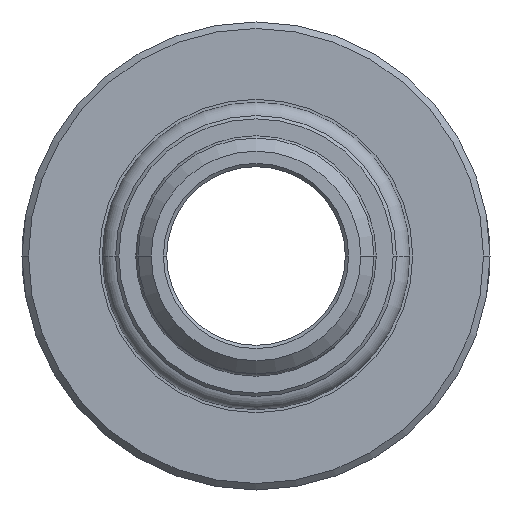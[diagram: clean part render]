
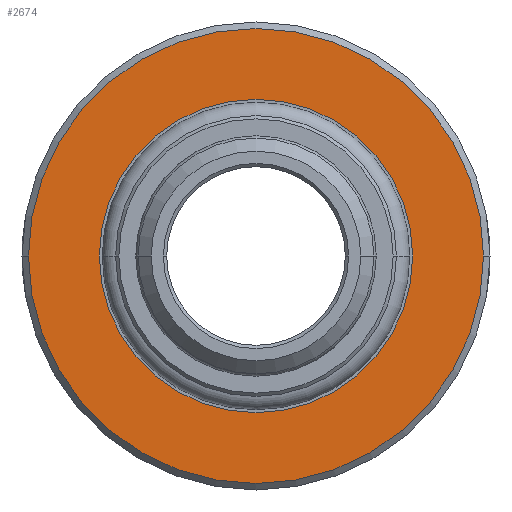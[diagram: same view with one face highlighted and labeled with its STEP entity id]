
A CAD part, left-side view. The second image highlights one B-rep face of the part: STEP entity #2674.
In plain terms, the highlighted planar face has unit normal (-1, 0, 0).
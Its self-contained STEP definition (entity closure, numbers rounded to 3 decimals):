
#2=CARTESIAN_POINT('',(-5.75,0.,0.));
#3=DIRECTION('',(-1.,0.,0.));
#4=DIRECTION('',(0.,-1.,0.));
#5=AXIS2_PLACEMENT_3D('',#2,#3,#4);
#7=CARTESIAN_POINT('',(-5.75,0.,
0.));
#8=DIRECTION('',(-1.,0.,0.));
#9=DIRECTION('',(0.,1.,0.));
#10=AXIS2_PLACEMENT_3D('',#7,#8,#9);
#17=CARTESIAN_POINT('',(-5.75,0.,0.));
#18=DIRECTION('',(1.,0.,0.));
#19=DIRECTION('',(0.,1.,0.));
#20=AXIS2_PLACEMENT_3D('',#17,#18,#19);
#31=CARTESIAN_POINT('',(-5.75,0.,0.));
#32=DIRECTION('',(-1.,0.,0.));
#33=DIRECTION('',(0.,1.,0.));
#34=AXIS2_PLACEMENT_3D('',#31,#32,#33);
#2249=CARTESIAN_POINT('',(-5.75,9.65,0.));
#2250=CARTESIAN_POINT('',(-5.75,-9.65,0.));
#2251=VERTEX_POINT('',#2249);
#2252=VERTEX_POINT('',#2250);
#2281=CARTESIAN_POINT('',(-5.75,-14.015,0.));
#2282=CARTESIAN_POINT('',(-5.75,14.015,0.));
#2283=VERTEX_POINT('',#2281);
#2284=VERTEX_POINT('',#2282);
#2657=CARTESIAN_POINT('',(-5.75,0.,0.));
#2658=DIRECTION('',(1.,0.,0.));
#2659=DIRECTION('',(0.,-1.,0.));
#2660=AXIS2_PLACEMENT_3D('',#2657,#2658,#2659);
#2661=PLANE('',#2660);
#2663=ORIENTED_EDGE('',*,*,#2662,.F.);
#2665=ORIENTED_EDGE('',*,*,#2664,.F.);
#2666=EDGE_LOOP('',(#2663,#2665));
#2667=FACE_OUTER_BOUND('',#2666,.F.);
#2669=ORIENTED_EDGE('',*,*,#2668,.F.);
#2671=ORIENTED_EDGE('',*,*,#2670,.T.);
#2672=EDGE_LOOP('',(#2669,#2671));
#2673=FACE_BOUND('',#2672,.F.);
#2674=ADVANCED_FACE('',(#2667,#2673),#2661,.F.);
#6=CIRCLE('',#5,14.015);
#11=CIRCLE('',#10,14.015);
#21=CIRCLE('',#20,9.65);
#35=CIRCLE('',#34,9.65);
#2662=EDGE_CURVE('',#2283,#2284,#6,.T.);
#2664=EDGE_CURVE('',#2284,#2283,#11,.T.);
#2668=EDGE_CURVE('',#2251,#2252,#21,.T.);
#2670=EDGE_CURVE('',#2251,#2252,#35,.T.);
